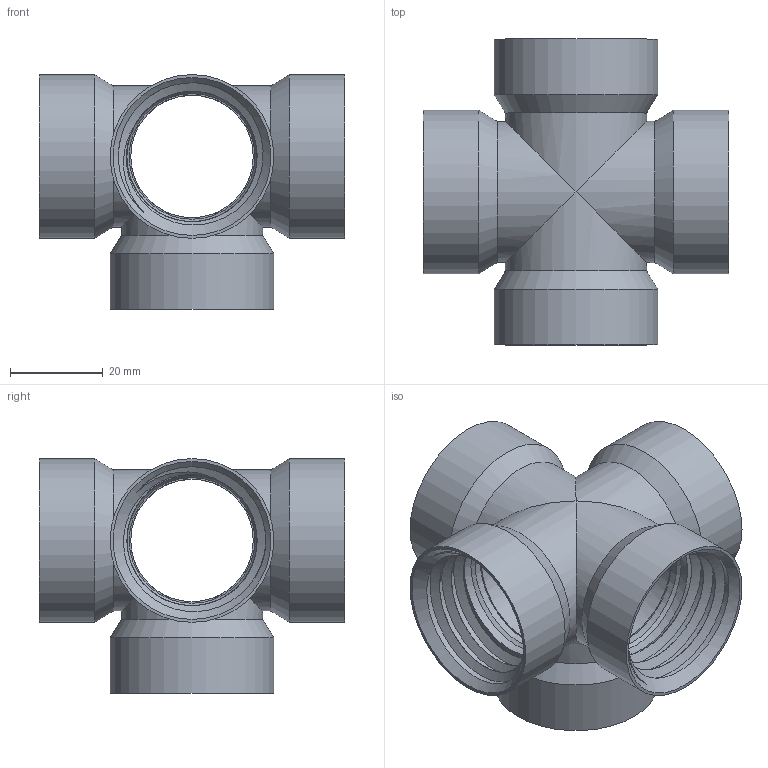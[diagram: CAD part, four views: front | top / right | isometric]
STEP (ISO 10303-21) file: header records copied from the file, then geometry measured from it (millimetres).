
FILE_DESCRIPTION(('FreeCAD Model'),'2;1');
FILE_NAME('Open CASCADE Shape Model','2024-01-12T12:11:34',(''),(''), 'Open CASCADE STEP processor 7.6','FreeCAD','Unknown');
FILE_SCHEMA(('AUTOMOTIVE_DESIGN { 1 0 10303 214 1 1 1 1 }'));
Length unit declared in the file: millimetre
Products named in the file (2): C5-A-1; Body
Assembly tree (1 placements, depth 2):
  C5-A-1
    Body
Bounding box: 65.84 x 65.84 x 50.54 mm (x, y, z)
Volume: 22434.2 mm3; surface area: 26175.5 mm2
Topology: 1 solids, 1 shells, 100 faces, 264 edges, 168 vertices
Faces by surface type: cylinder 60, plane 15, cone 15, bspline 10
Full cylindrical faces by diameter (mm): 26.376 x5, 27.04 x5, 28.037 x10, 30.376 x5, 31.75 x15, 35.23 x5
Entity records: 10161 total; most frequent: CARTESIAN_POINT 7779, ORIENTED_EDGE 528, DIRECTION 442, EDGE_CURVE 264, AXIS2_PLACEMENT_3D 186, VERTEX_POINT 168, FACE_BOUND 110, EDGE_LOOP 110
